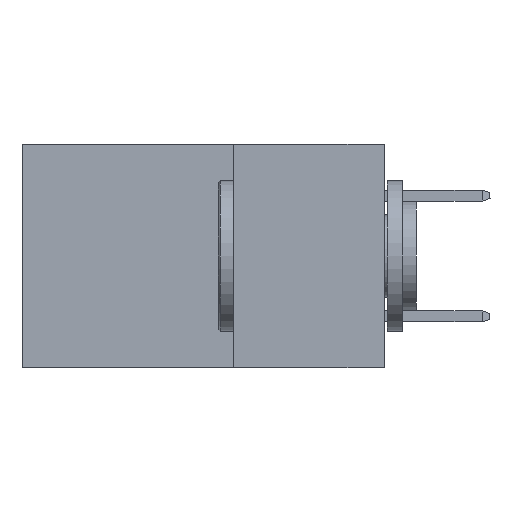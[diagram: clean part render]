
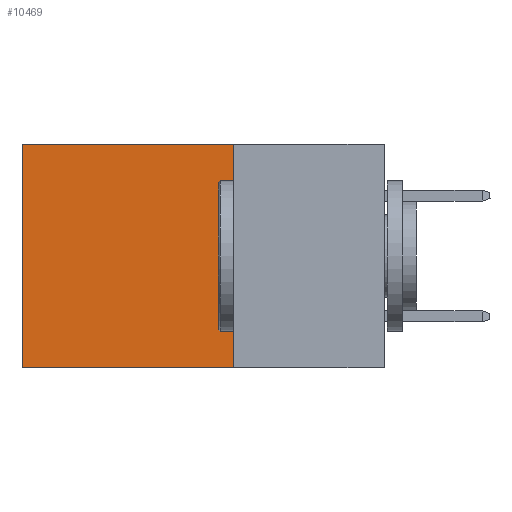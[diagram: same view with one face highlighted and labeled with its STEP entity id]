
A CAD part, left-side view. The second image highlights one B-rep face of the part: STEP entity #10469.
In plain terms, the highlighted planar face has unit normal (-1, 0, 0).
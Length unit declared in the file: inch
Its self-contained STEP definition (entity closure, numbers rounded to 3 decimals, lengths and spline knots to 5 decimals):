
#669 = CARTESIAN_POINT ( 'NONE',  ( 0.298, 0.6, -0.37 ) ) ;
#839 = VERTEX_POINT ( 'NONE', #13918 ) ;
#1381 = ORIENTED_EDGE ( 'NONE', *, *, #21068, .T. ) ;
#1526 = CARTESIAN_POINT ( 'NONE',  ( 0.298, 0.25, -0.37 ) ) ;
#1658 = DIRECTION ( 'NONE',  ( 0., 0., -1. ) ) ;
#2260 = EDGE_CURVE ( 'NONE', #20112, #6134, #17752, .T. ) ;
#2362 = FACE_OUTER_BOUND ( 'NONE', #16849, .T. ) ;
#2590 = CARTESIAN_POINT ( 'NONE',  ( 0.298, 0.6, 0. ) ) ;
#3248 = DIRECTION ( 'NONE',  ( 0., 0., -1. ) ) ;
#3573 = VECTOR ( 'NONE', #5105, 39.37008 ) ;
#3878 = VECTOR ( 'NONE', #3248, 39.37008 ) ;
#5105 = DIRECTION ( 'NONE',  ( 0., 1., 0. ) ) ;
#5553 = LINE ( 'NONE', #21426, #14790 ) ;
#6134 = VERTEX_POINT ( 'NONE', #669 ) ;
#6793 = CARTESIAN_POINT ( 'NONE',  ( 0.298, 0.6, 0. ) ) ;
#8711 = VECTOR ( 'NONE', #1658, 39.37008 ) ;
#9610 = DIRECTION ( 'NONE',  ( 0., 0., -1. ) ) ;
#10469 = ADVANCED_FACE ( 'NONE', ( #2362 ), #17946, .F. ) ;
#12191 = ORIENTED_EDGE ( 'NONE', *, *, #20711, .F. ) ;
#12327 = ORIENTED_EDGE ( 'NONE', *, *, #2260, .T. ) ;
#12937 = CARTESIAN_POINT ( 'NONE',  ( 0.298, 0.25, 0. ) ) ;
#12991 = ORIENTED_EDGE ( 'NONE', *, *, #21379, .F. ) ;
#13918 = CARTESIAN_POINT ( 'NONE',  ( 0.298, 0.25, -0.37 ) ) ;
#14790 = VECTOR ( 'NONE', #16423, 39.37008 ) ;
#16423 = DIRECTION ( 'NONE',  ( 0., 1., 0. ) ) ;
#16849 = EDGE_LOOP ( 'NONE', ( #12327, #12991, #12191, #1381 ) ) ;
#16917 = LINE ( 'NONE', #1526, #3573 ) ;
#17218 = VERTEX_POINT ( 'NONE', #21126 ) ;
#17752 = LINE ( 'NONE', #2590, #8711 ) ;
#17946 = PLANE ( 'NONE',  #21220 ) ;
#19694 = DIRECTION ( 'NONE',  ( 1., 0., 0. ) ) ;
#20112 = VERTEX_POINT ( 'NONE', #6793 ) ;
#20711 = EDGE_CURVE ( 'NONE', #17218, #839, #21607, .T. ) ;
#21068 = EDGE_CURVE ( 'NONE', #17218, #20112, #5553, .T. ) ;
#21126 = CARTESIAN_POINT ( 'NONE',  ( 0.298, 0.25, 0. ) ) ;
#21220 = AXIS2_PLACEMENT_3D ( 'NONE', #12937, #19694, #9610 ) ;
#21379 = EDGE_CURVE ( 'NONE', #839, #6134, #16917, .T. ) ;
#21426 = CARTESIAN_POINT ( 'NONE',  ( 0.298, 0.25, 0. ) ) ;
#21607 = LINE ( 'NONE', #22110, #3878 ) ;
#22110 = CARTESIAN_POINT ( 'NONE',  ( 0.298, 0.25, 0. ) ) ;
